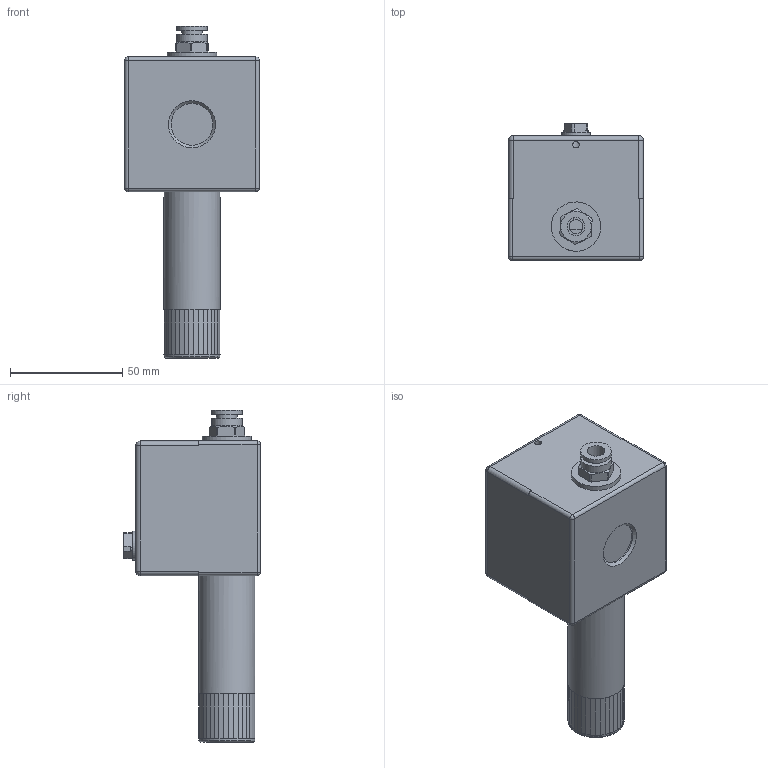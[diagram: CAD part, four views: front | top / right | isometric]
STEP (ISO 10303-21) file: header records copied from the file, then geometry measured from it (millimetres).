
FILE_DESCRIPTION(/* description */ (''),/* implementation_level */ '2;1');
FILE_NAME(/* name */ 'evk3ber.stp',/* time_stamp */ '2022-04-01T11:20:51+02:00',/* author */ ('enginyeria'),/* organization */ (''),/* preprocessor_version */ 'ST-DEVELOPER v17.2',/* originating_system */ 'Autodesk Inventor 2019',/* authorisation */ '');
FILE_SCHEMA (('AUTOMOTIVE_DESIGN { 1 0 10303 214 3 1 1 }'));
Length unit declared in the file: millimetre
Products named in the file (1): Pieza7
Bounding box: 60 x 61 x 147.9 mm (x, y, z)
Volume: 227961.2 mm3; surface area: 34665.6 mm2
Topology: 1 solids, 7 shells, 327 faces, 771 edges, 471 vertices
Faces by surface type: plane 225, cylinder 66, cone 18, torus 10, sphere 8
Full cylindrical faces by diameter (mm): 2 x1, 2.95 x1, 4.134 x2, 5 x4, 5.5 x4, 6 x1, 6.2 x1, 7 x1, 8 x1, 8.5 x4, 9 x4, 9.2 x1, 11 x1, 13 x1, 13.6 x2, 14.6 x1, 14.95 x1, 18.631 x1, 22 x1, 25 x2
Entity records: 9498 total; most frequent: CARTESIAN_POINT 1902, DIRECTION 1672, ORIENTED_EDGE 1534, EDGE_CURVE 767, AXIS2_PLACEMENT_3D 649, VERTEX_POINT 471, LINE 374, VECTOR 374
